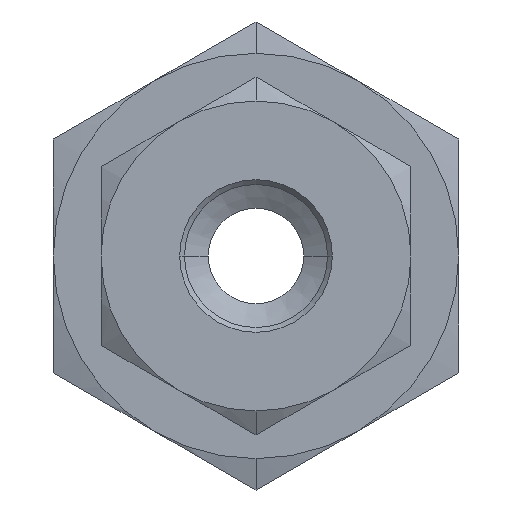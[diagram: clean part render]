
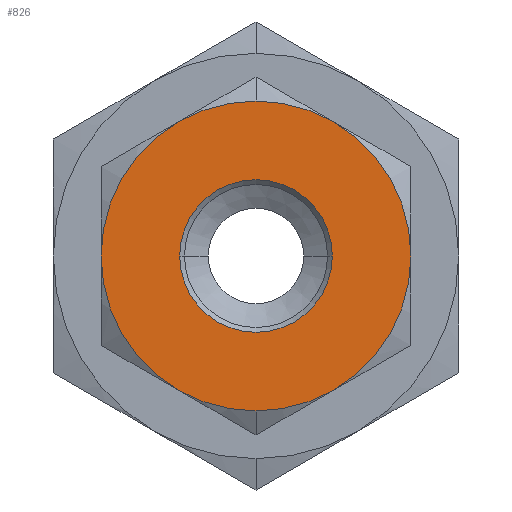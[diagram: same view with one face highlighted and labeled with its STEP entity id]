
A CAD part, left-side view. The second image highlights one B-rep face of the part: STEP entity #826.
In plain terms, the highlighted planar face has unit normal (-1, 0, 0).
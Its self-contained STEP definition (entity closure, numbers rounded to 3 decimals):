
#826=ADVANCED_FACE('',(#1679,#1680),#1681,.T.);
#1679=FACE_OUTER_BOUND('',#2570,.T.);
#1680=FACE_BOUND('',#2571,.T.);
#1681=PLANE('',#2572);
#2570=EDGE_LOOP('',(#4933,#4934,#4935,#4936,#4937,#4938,#4939,#4940));
#2571=EDGE_LOOP('',(#4941,#4942));
#2572=AXIS2_PLACEMENT_3D('',#4943,#4944,#4945);
#4933=ORIENTED_EDGE('',*,*,#5476,.T.);
#4934=ORIENTED_EDGE('',*,*,#6024,.T.);
#4935=ORIENTED_EDGE('',*,*,#6026,.F.);
#4936=ORIENTED_EDGE('',*,*,#5374,.F.);
#4937=ORIENTED_EDGE('',*,*,#6091,.T.);
#4938=ORIENTED_EDGE('',*,*,#6095,.T.);
#4939=ORIENTED_EDGE('',*,*,#6002,.F.);
#4940=ORIENTED_EDGE('',*,*,#5811,.F.);
#4941=ORIENTED_EDGE('',*,*,#5372,.T.);
#4942=ORIENTED_EDGE('',*,*,#6253,.T.);
#4943=CARTESIAN_POINT('',(-13.345,0.0,0.0));
#4944=DIRECTION('',(-1.0,0.0,0.0));
#4945=DIRECTION('',(0.0,0.0,1.0));
#5372=EDGE_CURVE('',#6427,#6432,#6434,.T.);
#5374=EDGE_CURVE('',#6436,#6437,#6438,.T.);
#5476=EDGE_CURVE('',#6618,#6615,#6619,.T.);
#5811=EDGE_CURVE('',#6618,#7178,#7179,.T.);
#6002=EDGE_CURVE('',#7178,#7236,#7461,.T.);
#6024=EDGE_CURVE('',#6615,#7247,#7491,.T.);
#6026=EDGE_CURVE('',#6437,#7247,#7493,.T.);
#6091=EDGE_CURVE('',#6436,#7575,#7577,.T.);
#6095=EDGE_CURVE('',#7575,#7236,#7581,.T.);
#6253=EDGE_CURVE('',#6432,#6427,#7763,.T.);
#6427=VERTEX_POINT('',#7995);
#6432=VERTEX_POINT('',#8001);
#6434=CIRCLE('',#8004,3.2);
#6436=VERTEX_POINT('',#8006);
#6437=VERTEX_POINT('',#8007);
#6438=CIRCLE('',#8008,6.5);
#6615=VERTEX_POINT('',#8294);
#6618=VERTEX_POINT('',#8298);
#6619=CIRCLE('',#8299,6.5);
#7178=VERTEX_POINT('',#9181);
#7179=CIRCLE('',#9182,6.5);
#7236=VERTEX_POINT('',#9277);
#7247=VERTEX_POINT('',#9326);
#7461=CIRCLE('',#9688,6.5);
#7491=CIRCLE('',#9742,6.5);
#7493=CIRCLE('',#9744,6.5);
#7575=VERTEX_POINT('',#9889);
#7577=CIRCLE('',#9892,6.5);
#7581=CIRCLE('',#9897,6.5);
#7763=CIRCLE('',#10193,3.2);
#7995=CARTESIAN_POINT('',(-13.345,3.2,0.0));
#8001=CARTESIAN_POINT('',(-13.345,-3.2,0.));
#8004=AXIS2_PLACEMENT_3D('',#10424,#10425,#10426);
#8006=CARTESIAN_POINT('',(-13.345,-3.25,5.629));
#8007=CARTESIAN_POINT('',(-13.345,-6.5,0.));
#8008=AXIS2_PLACEMENT_3D('',#10427,#10428,#10429);
#8294=CARTESIAN_POINT('',(-13.345,0.,-6.5));
#8298=CARTESIAN_POINT('',(-13.345,3.25,-5.629));
#8299=AXIS2_PLACEMENT_3D('',#10543,#10544,#10545);
#9181=CARTESIAN_POINT('',(-13.345,6.5,0.));
#9182=AXIS2_PLACEMENT_3D('',#10917,#10918,#10919);
#9277=CARTESIAN_POINT('',(-13.345,3.25,5.629));
#9326=CARTESIAN_POINT('',(-13.345,-3.25,-5.629));
#9688=AXIS2_PLACEMENT_3D('',#11120,#11121,#11122);
#9742=AXIS2_PLACEMENT_3D('',#11150,#11151,#11152);
#9744=AXIS2_PLACEMENT_3D('',#11153,#11154,#11155);
#9889=CARTESIAN_POINT('',(-13.345,0.,6.5));
#9892=AXIS2_PLACEMENT_3D('',#11211,#11212,#11213);
#9897=AXIS2_PLACEMENT_3D('',#11215,#11216,#11217);
#10193=AXIS2_PLACEMENT_3D('',#11350,#11351,#11352);
#10424=CARTESIAN_POINT('',(-13.345,0.0,0.0));
#10425=DIRECTION('',(1.0,0.0,0.0));
#10426=DIRECTION('',(0.0,-1.0,0.0));
#10427=CARTESIAN_POINT('',(-13.345,0.0,0.0));
#10428=DIRECTION('',(1.0,0.0,0.0));
#10429=DIRECTION('',(0.0,-0.5,0.866));
#10543=CARTESIAN_POINT('',(-13.345,0.0,0.0));
#10544=DIRECTION('',(-1.0,0.0,0.0));
#10545=DIRECTION('',(0.0,0.5,-0.866));
#10917=CARTESIAN_POINT('',(-13.345,0.0,0.0));
#10918=DIRECTION('',(1.0,0.0,0.0));
#10919=DIRECTION('',(0.0,0.5,-0.866));
#11120=CARTESIAN_POINT('',(-13.345,0.0,0.0));
#11121=DIRECTION('',(1.0,0.0,0.0));
#11122=DIRECTION('',(0.0,1.0,0.));
#11150=CARTESIAN_POINT('',(-13.345,0.0,0.0));
#11151=DIRECTION('',(-1.0,0.0,0.0));
#11152=DIRECTION('',(0.0,0.5,-0.866));
#11153=CARTESIAN_POINT('',(-13.345,0.0,0.0));
#11154=DIRECTION('',(1.0,0.0,0.0));
#11155=DIRECTION('',(0.0,-1.0,0.));
#11211=CARTESIAN_POINT('',(-13.345,0.0,0.0));
#11212=DIRECTION('',(-1.0,0.0,0.0));
#11213=DIRECTION('',(0.0,-0.5,0.866));
#11215=CARTESIAN_POINT('',(-13.345,0.0,0.0));
#11216=DIRECTION('',(-1.0,0.0,0.0));
#11217=DIRECTION('',(0.0,-0.5,0.866));
#11350=CARTESIAN_POINT('',(-13.345,0.0,0.0));
#11351=DIRECTION('',(1.0,0.0,0.0));
#11352=DIRECTION('',(0.0,-1.0,0.0));
